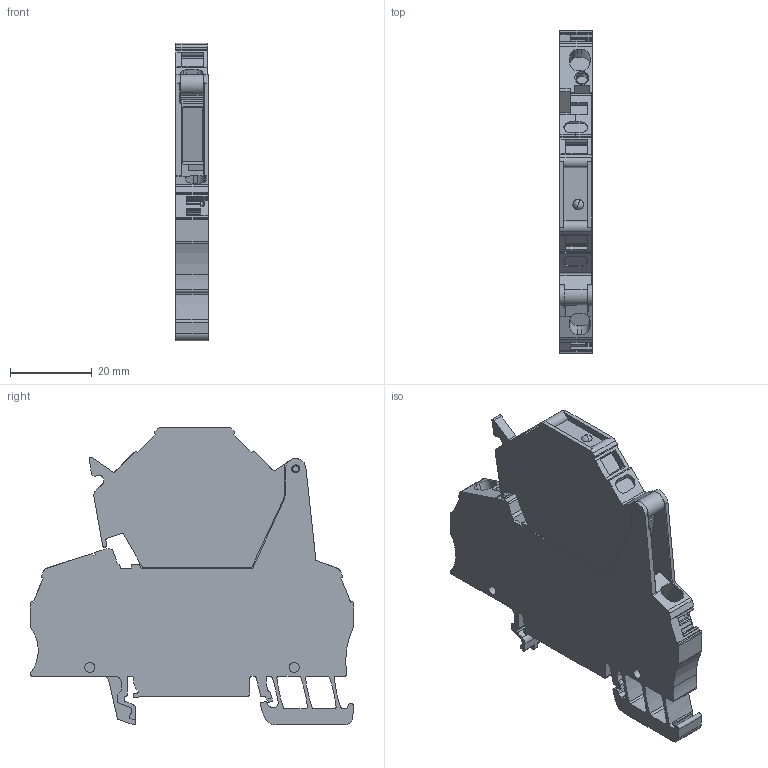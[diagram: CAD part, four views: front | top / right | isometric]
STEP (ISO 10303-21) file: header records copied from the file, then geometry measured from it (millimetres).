
FILE_DESCRIPTION(('CATIA V5 STEP Exchange','CAx-IF Rec.Pracs.--- Model Styling and Organization---1.5--- 2016-08-15','CAx-IF Rec.Pracs.---Supplemental Geometry---1.0---2011-11-01','CAx-IF Rec.Pracs.--- Composite Materials ---1.1---2010-07-15'),'2;1');
FILE_NAME ('017266-2_1', '2024-05-30T09:33:36+00:00', ('none'), ('Weidmueller'), 'CATIA Version 5-6 Release 2022 SP4 HF5', 'CATIA V5 STEP AP214 v3', 'none');
FILE_SCHEMA(('AUTOMOTIVE_DESIGN { 1 0 10303 214 1 1 1 1 }'));
Length unit declared in the file: millimetre
Products named in the file (1): 33722_ZSI2.5_LD_AllCATPart
Bounding box: 7.9 x 79.05 x 72.85 mm (x, y, z)
Volume: 27652.6 mm3; surface area: 14406.6 mm2
Topology: 1 solids, 1 shells, 527 faces, 1536 edges, 1020 vertices
Faces by surface type: plane 317, cylinder 195, torus 6, bspline 4, sphere 3, cone 2
Entity records: 17264 total; most frequent: CARTESIAN_POINT 3708, ORIENTED_EDGE 3066, DIRECTION 2367, EDGE_CURVE 1533, VECTOR 1078, LINE 1078, VERTEX_POINT 1020, AXIS2_PLACEMENT_3D 836
